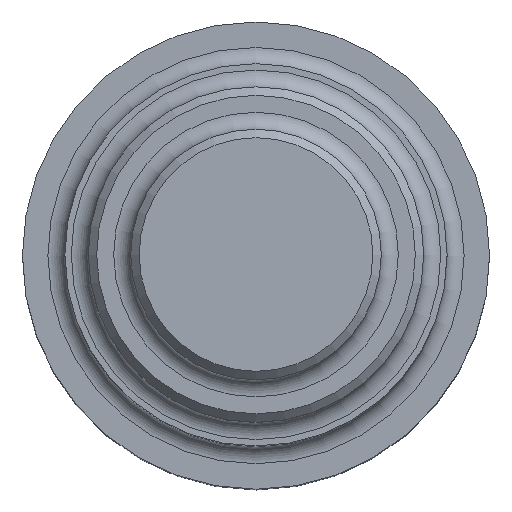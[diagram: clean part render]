
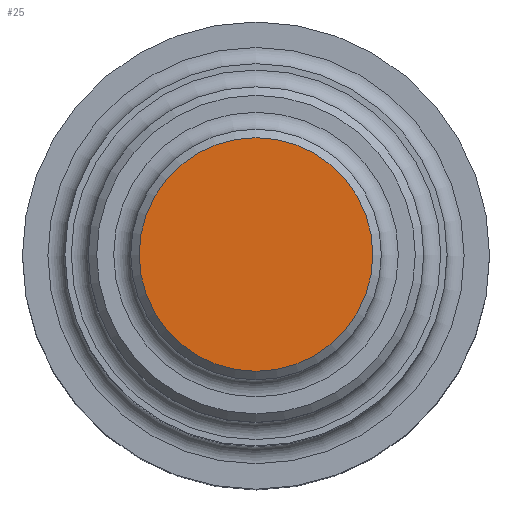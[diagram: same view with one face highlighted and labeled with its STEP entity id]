
A CAD part, top view. The second image highlights one B-rep face of the part: STEP entity #25.
In plain terms, the highlighted planar face has unit normal (0, 0, 1).
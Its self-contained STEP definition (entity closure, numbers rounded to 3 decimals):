
#12 = EDGE_CURVE ( 'NONE', #249, #249, #182, .T. ) ;
#25 = ADVANCED_FACE ( 'NONE', ( #71 ), #111, .F. ) ;
#37 = DIRECTION ( 'NONE',  ( 0., 1., 0. ) ) ;
#66 = CARTESIAN_POINT ( 'NONE',  ( 0., 3.95, 20. ) ) ;
#71 = FACE_OUTER_BOUND ( 'NONE', #532, .T. ) ;
#89 = ORIENTED_EDGE ( 'NONE', *, *, #12, .T. ) ;
#111 = PLANE ( 'NONE',  #233 ) ;
#182 = CIRCLE ( 'NONE', #201, 2.75 ) ;
#201 = AXIS2_PLACEMENT_3D ( 'NONE', #319, #489, #37 ) ;
#233 = AXIS2_PLACEMENT_3D ( 'NONE', #66, #481, #238 ) ;
#238 = DIRECTION ( 'NONE',  ( 0., 1., 0. ) ) ;
#249 = VERTEX_POINT ( 'NONE', #375 ) ;
#319 = CARTESIAN_POINT ( 'NONE',  ( 0., 0., 20. ) ) ;
#375 = CARTESIAN_POINT ( 'NONE',  ( 0., 2.75, 20. ) ) ;
#481 = DIRECTION ( 'NONE',  ( 0., 0., -1. ) ) ;
#489 = DIRECTION ( 'NONE',  ( 0., 0., 1. ) ) ;
#532 = EDGE_LOOP ( 'NONE', ( #89 ) ) ;
